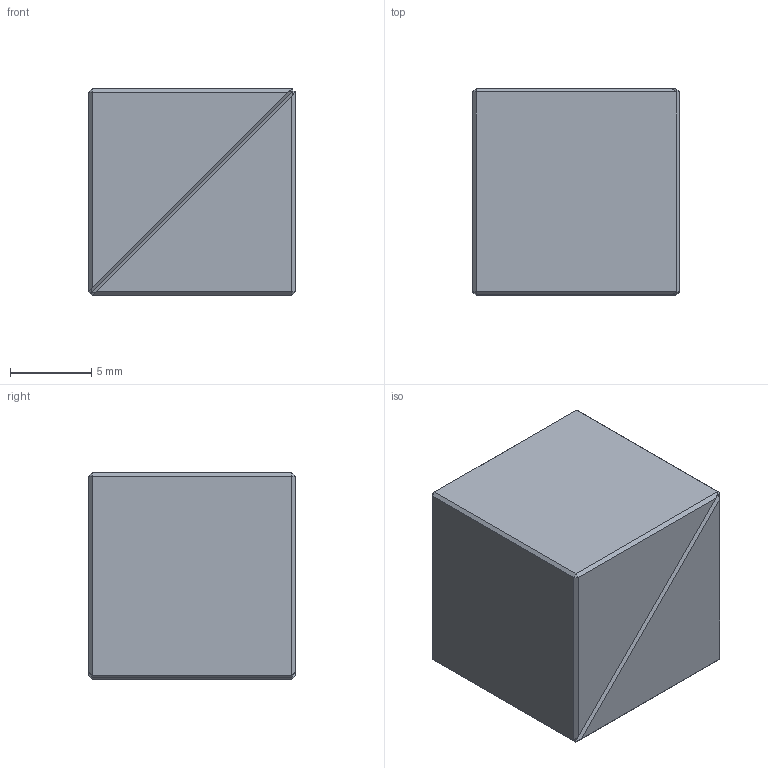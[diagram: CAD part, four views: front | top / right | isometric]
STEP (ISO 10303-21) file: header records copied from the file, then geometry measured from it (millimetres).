
FILE_DESCRIPTION (( 'STEP AP203' ), '1' );
FILE_NAME ('24813-E0W.STEP', '2021-12-01T18:37:22', ( '' ), ( '' ), 'SwSTEP 2.0', 'SolidWorks 2018', '' );
FILE_SCHEMA (( 'CONFIG_CONTROL_DESIGN' ));
Length unit declared in the file: inch
Products named in the file (1): 24813-E0W
Bounding box: 12.7 x 12.7 x 12.7 mm (x, y, z)
Volume: 2044 mm3; surface area: 956.9 mm2
Topology: 1 solids, 1 shells, 183 faces, 467 edges, 298 vertices
Faces by surface type: plane 117, bspline 66
Entity records: 8012 total; most frequent: CARTESIAN_POINT 3983, ORIENTED_EDGE 934, DIRECTION 571, EDGE_CURVE 467, VECTOR 335, LINE 335, VERTEX_POINT 298, EDGE_LOOP 195
